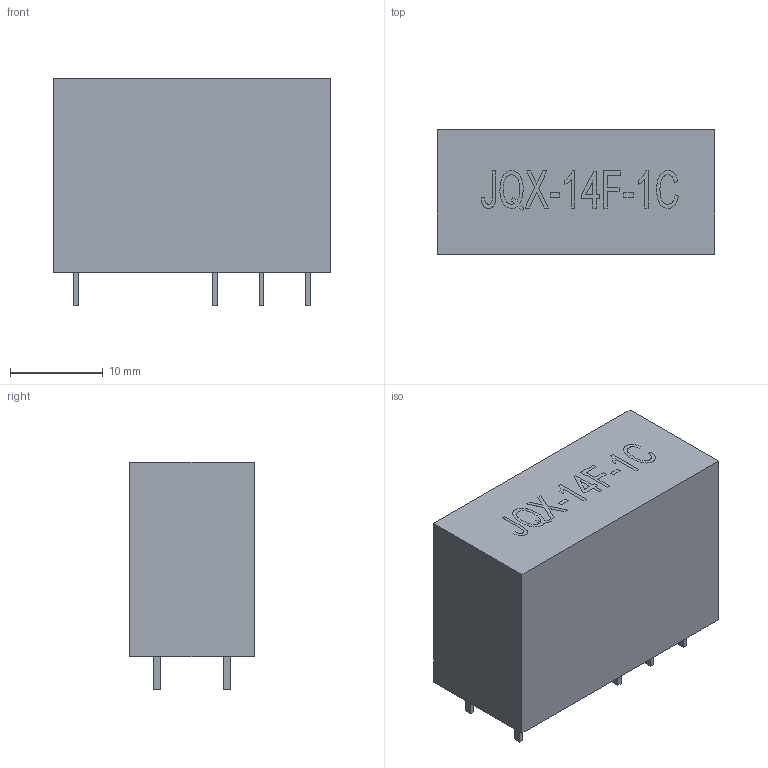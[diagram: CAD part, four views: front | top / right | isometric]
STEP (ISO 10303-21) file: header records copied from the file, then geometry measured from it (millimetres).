
FILE_DESCRIPTION (( 'STEP AP214' ), '1' );
FILE_NAME ('User Library-Relay HONGFA JQX-14F-1C.STEP', '2016-02-26T12:53:56', ( 'Windows User' ), ( '' ), 'SwSTEP 2.0', 'SolidWorks 2016', '' );
FILE_SCHEMA (( 'AUTOMOTIVE_DESIGN' ));
Length unit declared in the file: millimetre
Products named in the file (1): User Library-Relay HONGFA JQX-14F-1C
Bounding box: 30 x 13.5 x 24.6 mm (x, y, z)
Volume: 8516.5 mm3; surface area: 2712 mm2
Topology: 1 solids, 1 shells, 154 faces, 396 edges, 264 vertices
Faces by surface type: plane 120, bspline 34
Entity records: 6450 total; most frequent: CARTESIAN_POINT 2801, ORIENTED_EDGE 792, DIRECTION 570, EDGE_CURVE 396, LINE 328, VECTOR 328, VERTEX_POINT 264, EDGE_LOOP 174
